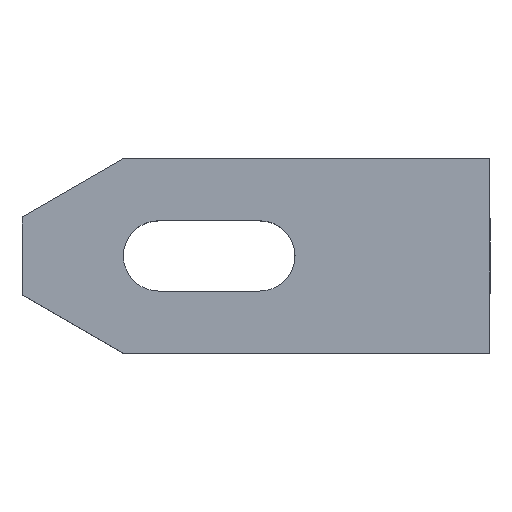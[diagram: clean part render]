
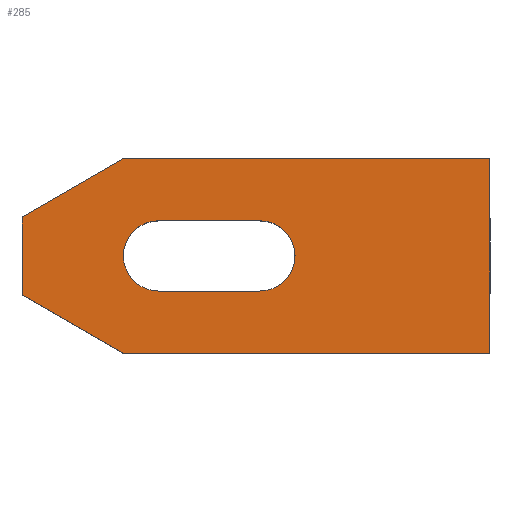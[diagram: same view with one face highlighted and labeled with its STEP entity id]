
A CAD part, top view. The second image highlights one B-rep face of the part: STEP entity #285.
In plain terms, the highlighted planar face has unit normal (0, 0, 1).
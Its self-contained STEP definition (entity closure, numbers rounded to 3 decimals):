
#133=VERTEX_POINT('',#344);
#135=EDGE_CURVE('',#317,#133,#346,.T.);
#163=EDGE_CURVE('',#211,#237,#378,.T.);
#165=VERTEX_POINT('',#380);
#167=EDGE_CURVE('',#239,#165,#382,.T.);
#189=EDGE_CURVE('',#231,#241,#409,.T.);
#193=VERTEX_POINT('',#413);
#211=VERTEX_POINT('',#431);
#213=EDGE_CURVE('',#133,#277,#433,.T.);
#231=VERTEX_POINT('',#452);
#235=EDGE_CURVE('',#241,#211,#456,.T.);
#237=VERTEX_POINT('',#458);
#239=VERTEX_POINT('',#460);
#241=VERTEX_POINT('',#462);
#251=EDGE_CURVE('',#277,#193,#474,.T.);
#259=EDGE_CURVE('',#193,#239,#484,.T.);
#273=EDGE_CURVE('',#237,#231,#499,.T.);
#277=VERTEX_POINT('',#504);
#285=ADVANCED_FACE('',(#512,#513),#514,.T.);
#317=VERTEX_POINT('',#548);
#319=EDGE_CURVE('',#165,#317,#550,.T.);
#344=CARTESIAN_POINT('',(-6.5,5.0,14.0));
#346=LINE('',#573,#574);
#378=CIRCLE('',#615,4.5);
#380=CARTESIAN_POINT('',(6.49,-12.5,14.0));
#382=LINE('',#620,#621);
#409=CIRCLE('',#658,4.5);
#413=CARTESIAN_POINT('',(53.5,12.5,14.0));
#431=CARTESIAN_POINT('',(24.,4.5,14.0));
#433=LINE('',#688,#689);
#452=CARTESIAN_POINT('',(11.,-4.5,14.0));
#456=LINE('',#722,#723);
#458=CARTESIAN_POINT('',(24.,-4.5,14.0));
#460=CARTESIAN_POINT('',(53.5,-12.5,14.0));
#462=CARTESIAN_POINT('',(11.,4.5,14.0));
#474=LINE('',#745,#746);
#484=LINE('',#758,#759);
#499=LINE('',#780,#781);
#504=CARTESIAN_POINT('',(6.49,12.5,14.0));
#512=FACE_BOUND('',#797,.T.);
#513=FACE_OUTER_BOUND('',#798,.T.);
#514=PLANE('',#799);
#548=CARTESIAN_POINT('',(-6.5,-5.0,14.0));
#550=LINE('',#847,#848);
#573=CARTESIAN_POINT('',(-6.5,5.0,14.0));
#574=VECTOR('',#854,1.0);
#615=AXIS2_PLACEMENT_3D('',#899,#900,#901);
#620=CARTESIAN_POINT('',(6.49,-12.5,14.0));
#621=VECTOR('',#902,1.0);
#658=AXIS2_PLACEMENT_3D('',#950,#951,#952);
#688=CARTESIAN_POINT('',(6.49,12.5,14.0));
#689=VECTOR('',#958,1.0);
#722=CARTESIAN_POINT('',(18.368,4.5,14.0));
#723=VECTOR('',#973,1.0);
#745=CARTESIAN_POINT('',(53.5,12.5,14.0));
#746=VECTOR('',#993,1.0);
#758=CARTESIAN_POINT('',(53.5,-12.5,14.0));
#759=VECTOR('',#1014,1.0);
#780=CARTESIAN_POINT('',(24.868,-4.5,14.0));
#781=VECTOR('',#1026,1.0);
#797=EDGE_LOOP('',(#1038,#1039,#1040,#1041));
#798=EDGE_LOOP('',(#1042,#1043,#1044,#1045,#1046,#1047));
#799=AXIS2_PLACEMENT_3D('',#1048,#1049,#1050);
#847=CARTESIAN_POINT('',(-6.5,-5.0,14.0));
#848=VECTOR('',#1084,1.0);
#854=DIRECTION('',(0.0,1.0,0.0));
#899=CARTESIAN_POINT('',(24.,0.,14.0));
#900=DIRECTION('',(0.0,0.0,-1.0));
#901=DIRECTION('',(0.0,1.0,0.0));
#902=DIRECTION('',(-1.0,0.0,0.0));
#950=CARTESIAN_POINT('',(11.,0.0,14.0));
#951=DIRECTION('',(0.0,0.0,-1.0));
#952=DIRECTION('',(0.0,-1.0,0.0));
#958=DIRECTION('',(0.866,0.5,0.0));
#973=DIRECTION('',(1.0,0.0,0.0));
#993=DIRECTION('',(1.0,0.0,0.0));
#1014=DIRECTION('',(0.0,-1.0,0.0));
#1026=DIRECTION('',(-1.0,0.0,0.0));
#1038=ORIENTED_EDGE('',*,*,#189,.T.);
#1039=ORIENTED_EDGE('',*,*,#235,.T.);
#1040=ORIENTED_EDGE('',*,*,#163,.T.);
#1041=ORIENTED_EDGE('',*,*,#273,.T.);
#1042=ORIENTED_EDGE('',*,*,#167,.F.);
#1043=ORIENTED_EDGE('',*,*,#259,.F.);
#1044=ORIENTED_EDGE('',*,*,#251,.F.);
#1045=ORIENTED_EDGE('',*,*,#213,.F.);
#1046=ORIENTED_EDGE('',*,*,#135,.F.);
#1047=ORIENTED_EDGE('',*,*,#319,.F.);
#1048=CARTESIAN_POINT('',(25.736,0.,14.0));
#1049=DIRECTION('',(0.0,0.0,1.0));
#1050=DIRECTION('',(1.0,0.0,0.0));
#1084=DIRECTION('',(-0.866,0.5,0.0));
